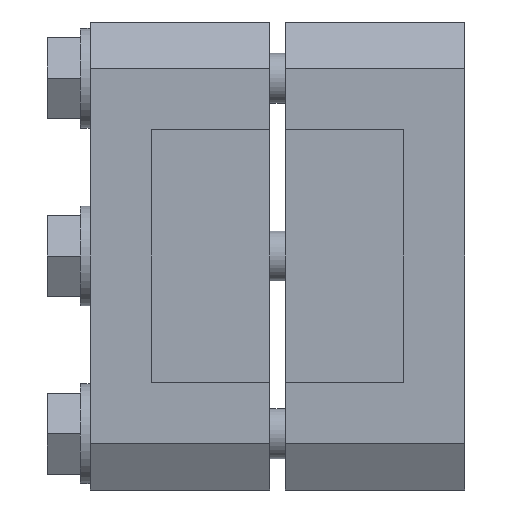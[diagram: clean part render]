
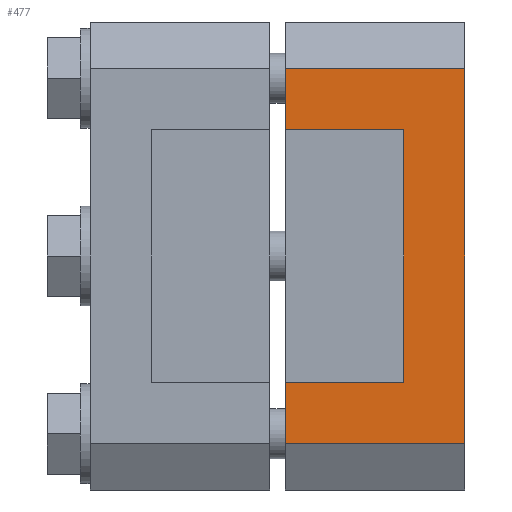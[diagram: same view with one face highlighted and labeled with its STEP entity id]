
A CAD part, left-side view. The second image highlights one B-rep face of the part: STEP entity #477.
In plain terms, the highlighted planar face has unit normal (-1, 0, 0).
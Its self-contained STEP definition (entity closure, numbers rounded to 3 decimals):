
#477 = ADVANCED_FACE( '', ( #1058 ), #1059, .F. );
#1058 = FACE_OUTER_BOUND( '', #1719, .T. );
#1059 = PLANE( '', #1720 );
#1719 = EDGE_LOOP( '', ( #3091, #3092, #3093, #3094, #3095, #3096, #3097, #3098 ) );
#1720 = AXIS2_PLACEMENT_3D( '', #3099, #3100, #3101 );
#3091 = ORIENTED_EDGE( '', *, *, #4320, .T. );
#3092 = ORIENTED_EDGE( '', *, *, #4342, .T. );
#3093 = ORIENTED_EDGE( '', *, *, #4062, .T. );
#3094 = ORIENTED_EDGE( '', *, *, #4257, .F. );
#3095 = ORIENTED_EDGE( '', *, *, #4240, .F. );
#3096 = ORIENTED_EDGE( '', *, *, #3838, .F. );
#3097 = ORIENTED_EDGE( '', *, *, #3919, .F. );
#3098 = ORIENTED_EDGE( '', *, *, #4252, .F. );
#3099 = CARTESIAN_POINT( '', ( 0., 0., 0. ) );
#3100 = DIRECTION( '', ( 1., 0., 0. ) );
#3101 = DIRECTION( '', ( 0., 0., -1. ) );
#3838 = EDGE_CURVE( '', #4587, #4589, #4590, .T. );
#3919 = EDGE_CURVE( '', #4733, #4587, #4736, .T. );
#4062 = EDGE_CURVE( '', #4978, #4979, #4980, .T. );
#4240 = EDGE_CURVE( '', #4589, #5235, #5238, .T. );
#4252 = EDGE_CURVE( '', #5254, #4733, #5256, .T. );
#4257 = EDGE_CURVE( '', #5235, #4979, #5264, .T. );
#4320 = EDGE_CURVE( '', #5254, #5342, #5344, .T. );
#4342 = EDGE_CURVE( '', #5342, #4978, #5373, .T. );
#4587 = VERTEX_POINT( '', #5684 );
#4589 = VERTEX_POINT( '', #5687 );
#4590 = LINE( '', #5688, #5689 );
#4733 = VERTEX_POINT( '', #5892 );
#4736 = LINE( '', #5896, #5897 );
#4978 = VERTEX_POINT( '', #6262 );
#4979 = VERTEX_POINT( '', #6263 );
#4980 = LINE( '', #6264, #6265 );
#5235 = VERTEX_POINT( '', #6678 );
#5238 = LINE( '', #6683, #6684 );
#5254 = VERTEX_POINT( '', #6711 );
#5256 = LINE( '', #6714, #6715 );
#5264 = LINE( '', #6727, #6728 );
#5342 = VERTEX_POINT( '', #6859 );
#5344 = LINE( '', #6862, #6863 );
#5373 = LINE( '', #6909, #6910 );
#5684 = CARTESIAN_POINT( '', ( 0., -30., 30. ) );
#5687 = CARTESIAN_POINT( '', ( 0., -30., -30. ) );
#5688 = CARTESIAN_POINT( '', ( 0., -30., 30. ) );
#5689 = VECTOR( '', #7221, 1000. );
#5892 = CARTESIAN_POINT( '', ( 0., -1.25, 30. ) );
#5896 = CARTESIAN_POINT( '', ( 0., 30., 30. ) );
#5897 = VECTOR( '', #7308, 1000. );
#6262 = CARTESIAN_POINT( '', ( 0., -20.2, -20.2 ) );
#6263 = CARTESIAN_POINT( '', ( 0., -1.25, -20.2 ) );
#6264 = CARTESIAN_POINT( '', ( 0., -20.2, -20.2 ) );
#6265 = VECTOR( '', #7468, 1000. );
#6678 = CARTESIAN_POINT( '', ( 0., -1.25, -30. ) );
#6683 = CARTESIAN_POINT( '', ( 0., -30., -30. ) );
#6684 = VECTOR( '', #7634, 1000. );
#6711 = CARTESIAN_POINT( '', ( 0., -1.25, 20.2 ) );
#6714 = CARTESIAN_POINT( '', ( 0., -1.25, 0. ) );
#6715 = VECTOR( '', #7645, 1000. );
#6727 = CARTESIAN_POINT( '', ( 0., -1.25, 0. ) );
#6728 = VECTOR( '', #7650, 1000. );
#6859 = CARTESIAN_POINT( '', ( 0., -20.2, 20.2 ) );
#6862 = CARTESIAN_POINT( '', ( 0., 20.2, 20.2 ) );
#6863 = VECTOR( '', #7711, 1000. );
#6909 = CARTESIAN_POINT( '', ( 0., -20.2, 20.2 ) );
#6910 = VECTOR( '', #7727, 1000. );
#7221 = DIRECTION( '', ( 0., 0., -1. ) );
#7308 = DIRECTION( '', ( 0., -1., 0. ) );
#7468 = DIRECTION( '', ( 0., 1., 0. ) );
#7634 = DIRECTION( '', ( 0., 1., 0. ) );
#7645 = DIRECTION( '', ( 0., 0., 1. ) );
#7650 = DIRECTION( '', ( 0., 0., 1. ) );
#7711 = DIRECTION( '', ( 0., -1., 0. ) );
#7727 = DIRECTION( '', ( 0., 0., -1. ) );
